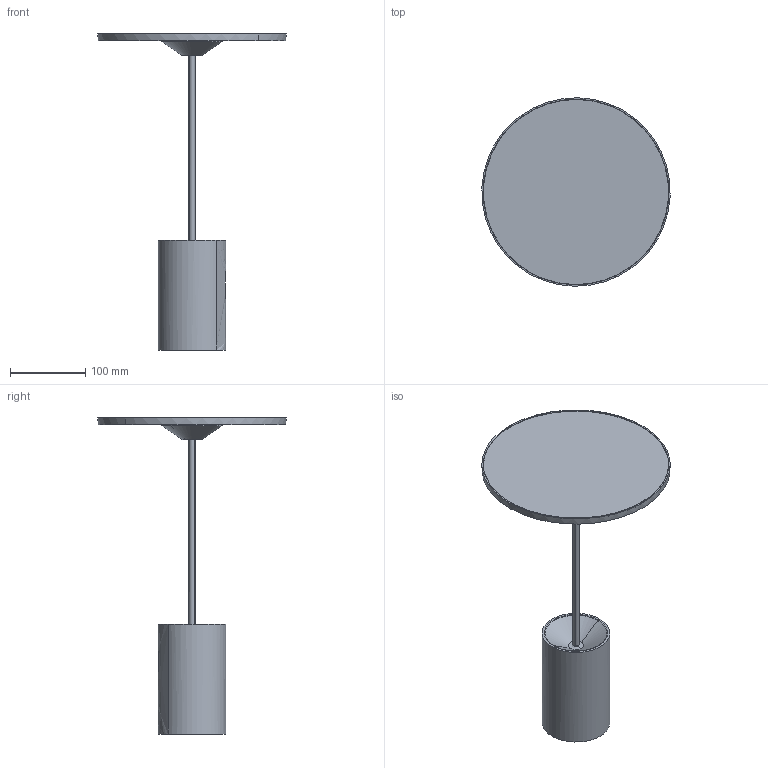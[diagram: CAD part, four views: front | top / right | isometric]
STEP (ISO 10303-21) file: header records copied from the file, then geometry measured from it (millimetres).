
FILE_DESCRIPTION(/* description */ (''),/* implementation_level */ '2;1');
FILE_NAME(/* name */ 'SISIFO_173200',/* time_stamp */ '2014-10-06T14:29:28+02:00',/* author */ (''),/* organization */ (''),/* preprocessor_version */ 'ST-DEVELOPER v10',/* originating_system */ '',/* authorisation */ '');
FILE_SCHEMA (('CONFIG_CONTROL_DESIGN'));
Length unit declared in the file: millimetre
Products named in the file (1): 1
Bounding box: 249.63 x 249.96 x 419.17 mm (x, y, z)
Volume: 1332996.3 mm3; surface area: 285646.4 mm2
Topology: 6 solids, 6 shells, 148 faces, 331 edges, 189 vertices
Faces by surface type: bspline 132, plane 16
Entity records: 4979 total; most frequent: CARTESIAN_POINT 3077, ORIENTED_EDGE 628, EDGE_CURVE 314, VERTEX_POINT 185, EDGE_LOOP 159, ADVANCED_FACE 148, FACE_OUTER_BOUND 148, B_SPLINE_CURVE_WITH_KNOTS 142
